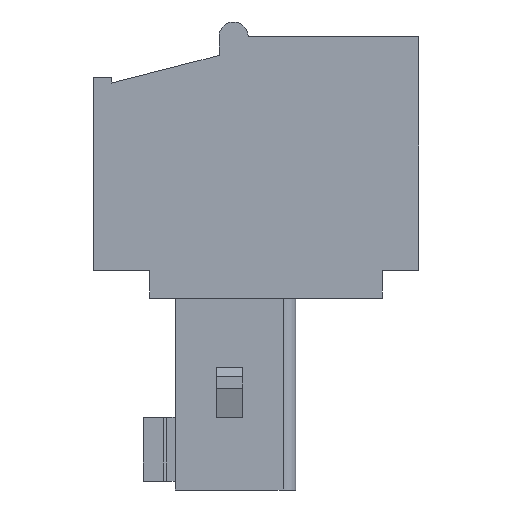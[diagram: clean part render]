
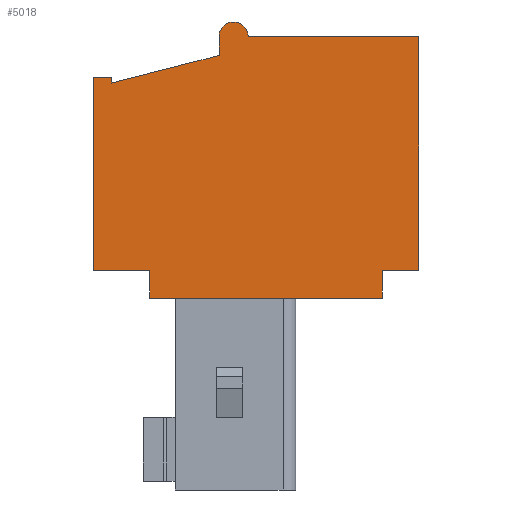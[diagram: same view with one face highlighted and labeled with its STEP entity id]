
A CAD part, left-side view. The second image highlights one B-rep face of the part: STEP entity #5018.
In plain terms, the highlighted planar face has unit normal (-1, 0, 0).
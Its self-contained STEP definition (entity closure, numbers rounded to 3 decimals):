
#737=DIRECTION('',(0.,0.,-1.));
#738=VECTOR('',#737,8.05);
#739=CARTESIAN_POINT('',(-12.22,-6.37,0.));
#740=LINE('',#739,#738);
#741=DIRECTION('',(0.,-1.,0.));
#742=VECTOR('',#741,1.25);
#743=CARTESIAN_POINT('',(-12.22,-5.12,-8.05));
#744=LINE('',#743,#742);
#745=DIRECTION('',(0.,0.,1.));
#746=VECTOR('',#745,0.95);
#747=CARTESIAN_POINT('',(-12.22,-5.12,-9.));
#748=LINE('',#747,#746);
#749=DIRECTION('',(0.,1.,0.));
#750=VECTOR('',#749,8.);
#751=CARTESIAN_POINT('',(-12.22,-5.12,-9.));
#752=LINE('',#751,#750);
#753=DIRECTION('',(0.,0.,-1.));
#754=VECTOR('',#753,0.95);
#755=CARTESIAN_POINT('',(-12.22,2.88,-8.05));
#756=LINE('',#755,#754);
#757=DIRECTION('',(0.,-1.,0.));
#758=VECTOR('',#757,1.95);
#759=CARTESIAN_POINT('',(-12.22,4.83,-8.05));
#760=LINE('',#759,#758);
#761=DIRECTION('',(0.,0.,1.));
#762=VECTOR('',#761,6.65);
#763=CARTESIAN_POINT('',(-12.22,4.83,-8.05));
#764=LINE('',#763,#762);
#765=DIRECTION('',(0.,1.,0.));
#766=VECTOR('',#765,0.63);
#767=CARTESIAN_POINT('',(-12.22,4.2,-1.4));
#768=LINE('',#767,#766);
#769=DIRECTION('',(0.,0.,1.));
#770=VECTOR('',#769,0.2);
#771=CARTESIAN_POINT('',(-12.22,4.2,-1.6));
#772=LINE('',#771,#770);
#773=DIRECTION('',(0.,0.969,-0.249));
#774=VECTOR('',#773,3.82);
#775=CARTESIAN_POINT('',(-12.22,0.5,-0.65));
#776=LINE('',#775,#774);
#777=DIRECTION('',(0.,0.,-1.));
#778=VECTOR('',#777,0.65);
#779=CARTESIAN_POINT('',(-12.22,0.5,0.));
#780=LINE('',#779,#778);
#781=CARTESIAN_POINT('',(-12.22,0.,0.));
#782=DIRECTION('',(-1.,0.,0.));
#783=DIRECTION('',(0.,-1.,0.));
#784=AXIS2_PLACEMENT_3D('',#781,#782,#783);
#786=DIRECTION('',(0.,-1.,0.));
#787=VECTOR('',#786,5.87);
#788=CARTESIAN_POINT('',(-12.22,-0.5,0.));
#789=LINE('',#788,#787);
#3923=CARTESIAN_POINT('',(-12.22,-6.37,0.));
#3924=CARTESIAN_POINT('',(-12.22,-6.37,-8.05));
#3925=VERTEX_POINT('',#3923);
#3926=VERTEX_POINT('',#3924);
#3927=CARTESIAN_POINT('',(-12.22,-5.12,-9.));
#3928=CARTESIAN_POINT('',(-12.22,2.88,-9.));
#3929=VERTEX_POINT('',#3927);
#3930=VERTEX_POINT('',#3928);
#3931=CARTESIAN_POINT('',(-12.22,4.83,-8.05));
#3932=CARTESIAN_POINT('',(-12.22,4.83,-1.4));
#3933=VERTEX_POINT('',#3931);
#3934=VERTEX_POINT('',#3932);
#3935=CARTESIAN_POINT('',(-12.22,-0.5,0.));
#3936=VERTEX_POINT('',#3935);
#3937=CARTESIAN_POINT('',(-12.22,0.5,0.));
#3938=CARTESIAN_POINT('',(-12.22,0.5,-0.65));
#3939=VERTEX_POINT('',#3937);
#3940=VERTEX_POINT('',#3938);
#3941=CARTESIAN_POINT('',(-12.22,4.2,-1.6));
#3942=VERTEX_POINT('',#3941);
#3943=CARTESIAN_POINT('',(-12.22,4.2,-1.4));
#3944=VERTEX_POINT('',#3943);
#3945=CARTESIAN_POINT('',(-12.22,2.88,-8.05));
#3946=VERTEX_POINT('',#3945);
#3947=CARTESIAN_POINT('',(-12.22,-5.12,-8.05));
#3948=VERTEX_POINT('',#3947);
#4988=CARTESIAN_POINT('',(-12.22,-12.25,-10.621));
#4989=DIRECTION('',(-1.,0.,0.));
#4990=DIRECTION('',(0.,0.,1.));
#4991=AXIS2_PLACEMENT_3D('',#4988,#4989,#4990);
#4992=PLANE('',#4991);
#4994=ORIENTED_EDGE('',*,*,#4993,.T.);
#4995=ORIENTED_EDGE('',*,*,#4531,.F.);
#4996=ORIENTED_EDGE('',*,*,#4983,.F.);
#4997=ORIENTED_EDGE('',*,*,#4217,.T.);
#4999=ORIENTED_EDGE('',*,*,#4998,.F.);
#5001=ORIENTED_EDGE('',*,*,#5000,.F.);
#5003=ORIENTED_EDGE('',*,*,#5002,.T.);
#5005=ORIENTED_EDGE('',*,*,#5004,.F.);
#5007=ORIENTED_EDGE('',*,*,#5006,.F.);
#5009=ORIENTED_EDGE('',*,*,#5008,.F.);
#5011=ORIENTED_EDGE('',*,*,#5010,.F.);
#5013=ORIENTED_EDGE('',*,*,#5012,.F.);
#5015=ORIENTED_EDGE('',*,*,#5014,.T.);
#5016=EDGE_LOOP('',(#4994,#4995,#4996,#4997,#4999,#5001,#5003,#5005,#5007,#5009,
#5011,#5013,#5015));
#5017=FACE_OUTER_BOUND('',#5016,.F.);
#5018=ADVANCED_FACE('',(#5017),#4992,.T.);
#785=CIRCLE('',#784,0.5);
#4217=EDGE_CURVE('',#3929,#3930,#752,.T.);
#4531=EDGE_CURVE('',#3948,#3926,#744,.T.);
#4983=EDGE_CURVE('',#3929,#3948,#748,.T.);
#4993=EDGE_CURVE('',#3925,#3926,#740,.T.);
#4998=EDGE_CURVE('',#3946,#3930,#756,.T.);
#5000=EDGE_CURVE('',#3933,#3946,#760,.T.);
#5002=EDGE_CURVE('',#3933,#3934,#764,.T.);
#5004=EDGE_CURVE('',#3944,#3934,#768,.T.);
#5006=EDGE_CURVE('',#3942,#3944,#772,.T.);
#5008=EDGE_CURVE('',#3940,#3942,#776,.T.);
#5010=EDGE_CURVE('',#3939,#3940,#780,.T.);
#5012=EDGE_CURVE('',#3936,#3939,#785,.T.);
#5014=EDGE_CURVE('',#3936,#3925,#789,.T.);
